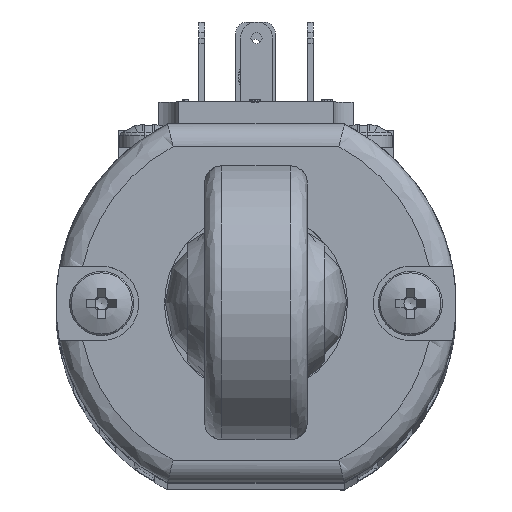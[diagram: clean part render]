
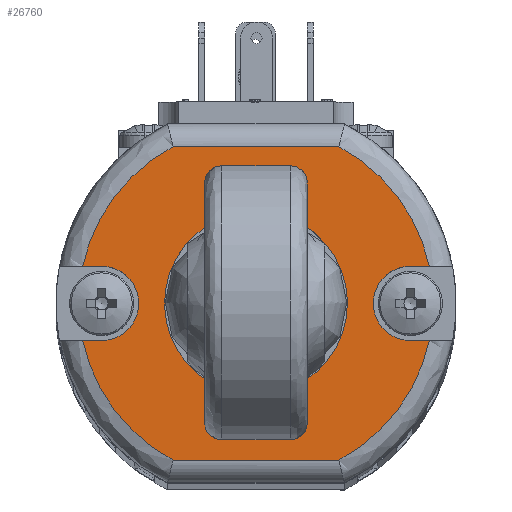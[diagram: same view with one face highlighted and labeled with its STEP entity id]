
A CAD part, top view. The second image highlights one B-rep face of the part: STEP entity #26760.
In plain terms, the highlighted planar face has unit normal (0, 0, 1).
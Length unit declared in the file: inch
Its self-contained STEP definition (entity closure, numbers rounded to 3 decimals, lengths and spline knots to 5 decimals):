
#69 = LINE ( 'NONE', #1049, #21192 ) ;
#1049 = CARTESIAN_POINT ( 'NONE',  ( -0.76257, -0.12795, 12.99213 ) ) ;
#1620 = VERTEX_POINT ( 'NONE', #64876 ) ;
#2414 = EDGE_CURVE ( 'NONE', #44042, #40080, #23257, .T. ) ;
#3254 = CARTESIAN_POINT ( 'NONE',  ( 0.55821, -0.3073, 12.99213 ) ) ;
#3553 = CARTESIAN_POINT ( 'NONE',  ( 0.59667, -0.12795, 12.99213 ) ) ;
#3823 = AXIS2_PLACEMENT_3D ( 'NONE', #61879, #42499, #27124 ) ;
#4435 = EDGE_CURVE ( 'NONE', #25788, #43357, #44200, .T. ) ;
#5003 = ORIENTED_EDGE ( 'NONE', *, *, #21916, .F. ) ;
#7554 = ORIENTED_EDGE ( 'NONE', *, *, #4435, .F. ) ;
#7621 = AXIS2_PLACEMENT_3D ( 'NONE', #55086, #40358, #10471 ) ;
#7689 = VECTOR ( 'NONE', #19875, 39.37008 ) ;
#7844 = CARTESIAN_POINT ( 'NONE',  ( -0.5315, 0., 12.99213 ) ) ;
#8474 = DIRECTION ( 'NONE',  ( 0., 0., 1. ) ) ;
#10471 = DIRECTION ( 'NONE',  ( 1., 0., 0. ) ) ;
#10655 = CARTESIAN_POINT ( 'NONE',  ( 0.5315, 0.12795, 12.99213 ) ) ;
#10904 = CARTESIAN_POINT ( 'NONE',  ( -0.5315, 0.12795, 12.99213 ) ) ;
#11017 = CARTESIAN_POINT ( 'NONE',  ( 0.5315, 0.12795, 12.99213 ) ) ;
#12013 = VECTOR ( 'NONE', #45735, 39.37008 ) ;
#12368 = ORIENTED_EDGE ( 'NONE', *, *, #2414, .F. ) ;
#15021 =( BOUNDED_CURVE ( )  B_SPLINE_CURVE ( 3, ( #41799, #26077, #35263, #55241 ),
 .UNSPECIFIED., .F., .F. ) 
 B_SPLINE_CURVE_WITH_KNOTS ( ( 4, 4 ),
 ( 0., 1. ),
 .UNSPECIFIED. ) 
 CURVE ( )  GEOMETRIC_REPRESENTATION_ITEM ( )  RATIONAL_B_SPLINE_CURVE ( ( 1., 0.938, 0.938, 1. ) ) 
 REPRESENTATION_ITEM ( '' )  );
#16728 =( BOUNDED_CURVE ( )  B_SPLINE_CURVE ( 3, ( #45833, #23628, #28924, #54116 ),
 .UNSPECIFIED., .F., .F. ) 
 B_SPLINE_CURVE_WITH_KNOTS ( ( 4, 4 ),
 ( 0., 1. ),
 .UNSPECIFIED. ) 
 CURVE ( )  GEOMETRIC_REPRESENTATION_ITEM ( )  RATIONAL_B_SPLINE_CURVE ( ( 1., 0.938, 0.938, 1. ) ) 
 REPRESENTATION_ITEM ( '' )  );
#17292 = CIRCLE ( 'NONE', #41402, 0.12795 ) ;
#17394 = CARTESIAN_POINT ( 'NONE',  ( 0.5315, -0.12795, 12.99213 ) ) ;
#19875 = DIRECTION ( 'NONE',  ( -1., 0., 0. ) ) ;
#20158 = DIRECTION ( 'NONE',  ( 1., 0., 0. ) ) ;
#20555 = CARTESIAN_POINT ( 'NONE',  ( -0.28543, 0.53937, 12.99213 ) ) ;
#20852 = PLANE ( 'NONE',  #3823 ) ;
#21192 = VECTOR ( 'NONE', #41190, 39.37008 ) ;
#21194 = CARTESIAN_POINT ( 'NONE',  ( -0.44755, 0.45358, 12.99213 ) ) ;
#21741 = VECTOR ( 'NONE', #29912, 39.37008 ) ;
#21916 = EDGE_CURVE ( 'NONE', #39203, #65005, #46815, .T. ) ;
#22199 = AXIS2_PLACEMENT_3D ( 'NONE', #7844, #8474, #28559 ) ;
#23257 =( BOUNDED_CURVE ( )  B_SPLINE_CURVE ( 3, ( #3553, #3254, #33187, #23324 ),
 .UNSPECIFIED., .F., .F. ) 
 B_SPLINE_CURVE_WITH_KNOTS ( ( 4, 4 ),
 ( 0., 1. ),
 .UNSPECIFIED. ) 
 CURVE ( )  GEOMETRIC_REPRESENTATION_ITEM ( )  RATIONAL_B_SPLINE_CURVE ( ( 1., 0.938, 0.938, 1. ) ) 
 REPRESENTATION_ITEM ( '' )  );
#23324 = CARTESIAN_POINT ( 'NONE',  ( 0.28543, -0.53937, 12.99213 ) ) ;
#23628 = CARTESIAN_POINT ( 'NONE',  ( 0.44755, 0.45358, 12.99213 ) ) ;
#24164 = VERTEX_POINT ( 'NONE', #64491 ) ;
#24948 = EDGE_CURVE ( 'NONE', #44042, #62961, #45099, .T. ) ;
#24984 = LINE ( 'NONE', #29274, #21741 ) ;
#25788 = VERTEX_POINT ( 'NONE', #43730 ) ;
#26077 = CARTESIAN_POINT ( 'NONE',  ( -0.44755, -0.45358, 12.99213 ) ) ;
#26760 = ADVANCED_FACE ( 'NONE', ( #35653, #45802 ), #20852, .F. ) ;
#27124 = DIRECTION ( 'NONE',  ( -1., 0., 0. ) ) ;
#27722 = VERTEX_POINT ( 'NONE', #64226 ) ;
#28559 = DIRECTION ( 'NONE',  ( 1., 0., 0. ) ) ;
#28924 = CARTESIAN_POINT ( 'NONE',  ( 0.55821, 0.3073, 12.99213 ) ) ;
#29274 = CARTESIAN_POINT ( 'NONE',  ( 0.30435, 0.53937, 12.99213 ) ) ;
#29735 = ORIENTED_EDGE ( 'NONE', *, *, #55345, .F. ) ;
#29743 = VERTEX_POINT ( 'NONE', #10655 ) ;
#29912 = DIRECTION ( 'NONE',  ( 1., 0., 0. ) ) ;
#31737 = DIRECTION ( 'NONE',  ( 1., 0., 0. ) ) ;
#32602 = EDGE_CURVE ( 'NONE', #39203, #43357, #41157, .T. ) ;
#33187 = CARTESIAN_POINT ( 'NONE',  ( 0.44755, -0.45358, 12.99213 ) ) ;
#33271 = DIRECTION ( 'NONE',  ( 1., 0., 0. ) ) ;
#33395 = EDGE_CURVE ( 'NONE', #25788, #48391, #69, .T. ) ;
#33598 = DIRECTION ( 'NONE',  ( 0., 0., 1. ) ) ;
#33800 = CARTESIAN_POINT ( 'NONE',  ( 0.59667, 0.12795, 12.99213 ) ) ;
#33939 = ORIENTED_EDGE ( 'NONE', *, *, #54036, .T. ) ;
#34182 = ORIENTED_EDGE ( 'NONE', *, *, #37008, .F. ) ;
#35263 = CARTESIAN_POINT ( 'NONE',  ( -0.55821, -0.3073, 12.99213 ) ) ;
#35408 = ORIENTED_EDGE ( 'NONE', *, *, #62622, .F. ) ;
#35653 = FACE_BOUND ( 'NONE', #41528, .T. ) ;
#36858 = EDGE_LOOP ( 'NONE', ( #37727, #56837, #33939, #29735, #34182, #5003, #52929, #7554, #63142, #35408, #40574, #12368 ) ) ;
#36917 = VECTOR ( 'NONE', #20158, 39.37008 ) ;
#36949 = LINE ( 'NONE', #11017, #52174 ) ;
#37008 = EDGE_CURVE ( 'NONE', #65005, #1620, #24984, .T. ) ;
#37727 = ORIENTED_EDGE ( 'NONE', *, *, #24948, .T. ) ;
#39203 = VERTEX_POINT ( 'NONE', #46587 ) ;
#40080 = VERTEX_POINT ( 'NONE', #40371 ) ;
#40358 = DIRECTION ( 'NONE',  ( 0., 0., -1. ) ) ;
#40371 = CARTESIAN_POINT ( 'NONE',  ( 0.28543, -0.53937, 12.99213 ) ) ;
#40574 = ORIENTED_EDGE ( 'NONE', *, *, #50184, .F. ) ;
#40598 = CARTESIAN_POINT ( 'NONE',  ( -0.55821, 0.3073, 12.99213 ) ) ;
#41157 = LINE ( 'NONE', #55878, #36917 ) ;
#41190 = DIRECTION ( 'NONE',  ( -1., 0., 0. ) ) ;
#41402 = AXIS2_PLACEMENT_3D ( 'NONE', #64094, #33598, #33271 ) ;
#41445 = CARTESIAN_POINT ( 'NONE',  ( 0.59667, -0.12795, 12.99213 ) ) ;
#41528 = EDGE_LOOP ( 'NONE', ( #62998 ) ) ;
#41799 = CARTESIAN_POINT ( 'NONE',  ( -0.28543, -0.53937, 12.99213 ) ) ;
#42499 = DIRECTION ( 'NONE',  ( 0., 0., -1. ) ) ;
#43005 = CARTESIAN_POINT ( 'NONE',  ( -0.59667, -0.12795, 12.99213 ) ) ;
#43357 = VERTEX_POINT ( 'NONE', #10904 ) ;
#43730 = CARTESIAN_POINT ( 'NONE',  ( -0.5315, -0.12795, 12.99213 ) ) ;
#44042 = VERTEX_POINT ( 'NONE', #41445 ) ;
#44200 = CIRCLE ( 'NONE', #22199, 0.12795 ) ;
#44283 = CIRCLE ( 'NONE', #7621, 0.25591 ) ;
#44403 = VERTEX_POINT ( 'NONE', #33800 ) ;
#45099 = LINE ( 'NONE', #50019, #12013 ) ;
#45735 = DIRECTION ( 'NONE',  ( -1., 0., 0. ) ) ;
#45802 = FACE_OUTER_BOUND ( 'NONE', #36858, .T. ) ;
#45833 = CARTESIAN_POINT ( 'NONE',  ( 0.28543, 0.53937, 12.99213 ) ) ;
#46154 = CARTESIAN_POINT ( 'NONE',  ( -0.59667, 0.12795, 12.99213 ) ) ;
#46587 = CARTESIAN_POINT ( 'NONE',  ( -0.59667, 0.12795, 12.99213 ) ) ;
#46815 =( BOUNDED_CURVE ( )  B_SPLINE_CURVE ( 3, ( #46154, #40598, #21194, #20555 ),
 .UNSPECIFIED., .F., .T. ) 
 B_SPLINE_CURVE_WITH_KNOTS ( ( 4, 4 ),
 ( 0., 1. ),
 .UNSPECIFIED. ) 
 CURVE ( )  GEOMETRIC_REPRESENTATION_ITEM ( )  RATIONAL_B_SPLINE_CURVE ( ( 1., 0.938, 0.938, 1. ) ) 
 REPRESENTATION_ITEM ( '' )  );
#47959 = CARTESIAN_POINT ( 'NONE',  ( -0.28543, 0.53937, 12.99213 ) ) ;
#48391 = VERTEX_POINT ( 'NONE', #43005 ) ;
#50019 = CARTESIAN_POINT ( 'NONE',  ( 0.76257, -0.12795, 12.99213 ) ) ;
#50184 = EDGE_CURVE ( 'NONE', #40080, #27722, #64847, .T. ) ;
#52174 = VECTOR ( 'NONE', #31737, 39.37008 ) ;
#52929 = ORIENTED_EDGE ( 'NONE', *, *, #32602, .T. ) ;
#54036 = EDGE_CURVE ( 'NONE', #29743, #44403, #36949, .T. ) ;
#54116 = CARTESIAN_POINT ( 'NONE',  ( 0.59667, 0.12795, 12.99213 ) ) ;
#55086 = CARTESIAN_POINT ( 'NONE',  ( 0., 0., 12.99213 ) ) ;
#55241 = CARTESIAN_POINT ( 'NONE',  ( -0.59667, -0.12795, 12.99213 ) ) ;
#55345 = EDGE_CURVE ( 'NONE', #1620, #44403, #16728, .T. ) ;
#55878 = CARTESIAN_POINT ( 'NONE',  ( -0.5315, 0.12795, 12.99213 ) ) ;
#56837 = ORIENTED_EDGE ( 'NONE', *, *, #60480, .F. ) ;
#57223 = EDGE_CURVE ( 'NONE', #24164, #24164, #44283, .T. ) ;
#60480 = EDGE_CURVE ( 'NONE', #29743, #62961, #17292, .T. ) ;
#61879 = CARTESIAN_POINT ( 'NONE',  ( 0., 0., 12.99213 ) ) ;
#62622 = EDGE_CURVE ( 'NONE', #27722, #48391, #15021, .T. ) ;
#62961 = VERTEX_POINT ( 'NONE', #17394 ) ;
#62998 = ORIENTED_EDGE ( 'NONE', *, *, #57223, .T. ) ;
#63142 = ORIENTED_EDGE ( 'NONE', *, *, #33395, .T. ) ;
#64094 = CARTESIAN_POINT ( 'NONE',  ( 0.5315, 0., 12.99213 ) ) ;
#64226 = CARTESIAN_POINT ( 'NONE',  ( -0.28543, -0.53937, 12.99213 ) ) ;
#64491 = CARTESIAN_POINT ( 'NONE',  ( 0.25591, 0., 12.99213 ) ) ;
#64523 = CARTESIAN_POINT ( 'NONE',  ( 0.30435, -0.53937, 12.99213 ) ) ;
#64847 = LINE ( 'NONE', #64523, #7689 ) ;
#64876 = CARTESIAN_POINT ( 'NONE',  ( 0.28543, 0.53937, 12.99213 ) ) ;
#65005 = VERTEX_POINT ( 'NONE', #47959 ) ;
